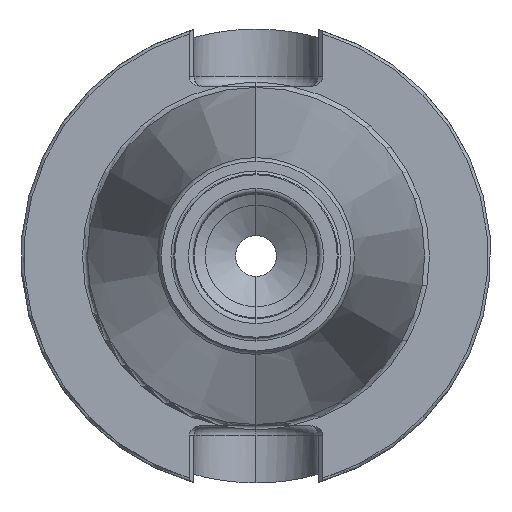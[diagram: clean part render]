
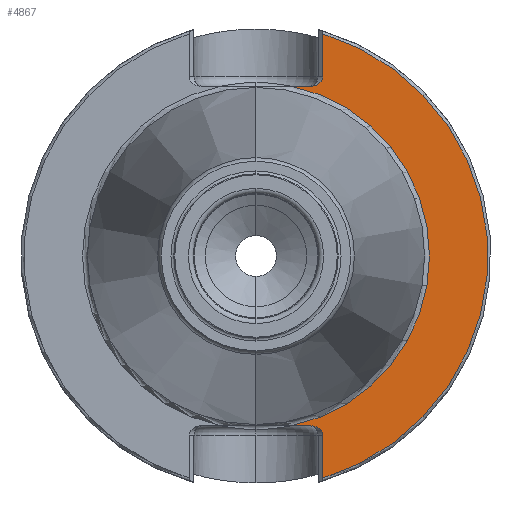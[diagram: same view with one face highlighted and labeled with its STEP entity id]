
A CAD part, left-side view. The second image highlights one B-rep face of the part: STEP entity #4867.
In plain terms, the highlighted planar face has unit normal (-1, 0, 0).
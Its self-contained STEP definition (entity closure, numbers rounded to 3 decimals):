
#85 = VERTEX_POINT ( 'NONE', #949 ) ;
#120 = CARTESIAN_POINT ( 'NONE',  ( 3.2, -13.85, -37.1 ) ) ;
#253 = EDGE_LOOP ( 'NONE', ( #2878, #4631, #4227, #4856, #437, #4098, #3253, #2679 ) ) ;
#279 = AXIS2_PLACEMENT_3D ( 'NONE', #3634, #1157, #4071 ) ;
#376 = DIRECTION ( 'NONE',  ( 0., -1., 0. ) ) ;
#437 = ORIENTED_EDGE ( 'NONE', *, *, #3751, .T. ) ;
#499 = CARTESIAN_POINT ( 'NONE',  ( 3.2, -13.85, -35.1 ) ) ;
#501 = VERTEX_POINT ( 'NONE', #1034 ) ;
#514 = CARTESIAN_POINT ( 'NONE',  ( 3.2, -13.85, 35.928 ) ) ;
#620 = DIRECTION ( 'NONE',  ( -1., 0., 0. ) ) ;
#923 = VERTEX_POINT ( 'NONE', #1603 ) ;
#949 = CARTESIAN_POINT ( 'NONE',  ( 3.2, -13.85, -46.011 ) ) ;
#969 =( BOUNDED_CURVE ( )  B_SPLINE_CURVE ( 3, ( #1783, #1347, #2608, #120 ),
 .UNSPECIFIED., .F., .F. ) 
 B_SPLINE_CURVE_WITH_KNOTS ( ( 4, 4 ),
 ( 4.712, 6.283 ),
 .UNSPECIFIED. ) 
 CURVE ( )  GEOMETRIC_REPRESENTATION_ITEM ( )  RATIONAL_B_SPLINE_CURVE ( ( 1., 0.805, 0.805, 1. ) ) 
 REPRESENTATION_ITEM ( '' )  );
#1034 = CARTESIAN_POINT ( 'NONE',  ( 3.2, -13.85, 37.1 ) ) ;
#1157 = DIRECTION ( 'NONE',  ( 1., 0., 0. ) ) ;
#1188 = CARTESIAN_POINT ( 'NONE',  ( 3.2, -13.85, 35.1 ) ) ;
#1237 = EDGE_CURVE ( 'NONE', #1780, #1326, #2600, .T. ) ;
#1246 = DIRECTION ( 'NONE',  ( 0., 0., -1. ) ) ;
#1259 = CARTESIAN_POINT ( 'NONE',  ( 3.2, -7.655, -35.1 ) ) ;
#1299 = EDGE_CURVE ( 'NONE', #85, #2168, #4690, .T. ) ;
#1326 = VERTEX_POINT ( 'NONE', #2752 ) ;
#1347 = CARTESIAN_POINT ( 'NONE',  ( 3.2, -12.678, -35.1 ) ) ;
#1504 = CARTESIAN_POINT ( 'NONE',  ( 3.2, 0., 0. ) ) ;
#1603 = CARTESIAN_POINT ( 'NONE',  ( 3.2, -13.85, -37.1 ) ) ;
#1628 = CARTESIAN_POINT ( 'NONE',  ( 3.2, -11.022, 35.1 ) ) ;
#1762 = EDGE_CURVE ( 'NONE', #2168, #501, #4812, .T. ) ;
#1780 = VERTEX_POINT ( 'NONE', #1259 ) ;
#1782 = CARTESIAN_POINT ( 'NONE',  ( 3.2, -12.678, 35.1 ) ) ;
#1783 = CARTESIAN_POINT ( 'NONE',  ( 3.2, -11.022, -35.1 ) ) ;
#1926 = DIRECTION ( 'NONE',  ( 0., 0., 1. ) ) ;
#1979 = CARTESIAN_POINT ( 'NONE',  ( 3.2, -13.85, -48.65 ) ) ;
#2126 = CARTESIAN_POINT ( 'NONE',  ( 3.2, -11.022, -35.1 ) ) ;
#2168 = VERTEX_POINT ( 'NONE', #3935 ) ;
#2192 = VECTOR ( 'NONE', #3654, 1000. ) ;
#2510 = EDGE_CURVE ( 'NONE', #85, #923, #3298, .T. ) ;
#2584 = DIRECTION ( 'NONE',  ( 0., -1., 0. ) ) ;
#2593 = VECTOR ( 'NONE', #1246, 1000. ) ;
#2600 = CIRCLE ( 'NONE', #2815, 35.925 ) ;
#2604 = VERTEX_POINT ( 'NONE', #1628 ) ;
#2608 = CARTESIAN_POINT ( 'NONE',  ( 3.2, -13.85, -35.928 ) ) ;
#2679 = ORIENTED_EDGE ( 'NONE', *, *, #1299, .T. ) ;
#2752 = CARTESIAN_POINT ( 'NONE',  ( 3.2, -7.655, 35.1 ) ) ;
#2815 = AXIS2_PLACEMENT_3D ( 'NONE', #3102, #620, #3533 ) ;
#2878 = ORIENTED_EDGE ( 'NONE', *, *, #1762, .T. ) ;
#3102 = CARTESIAN_POINT ( 'NONE',  ( 3.2, 0., 0. ) ) ;
#3253 = ORIENTED_EDGE ( 'NONE', *, *, #2510, .F. ) ;
#3263 = LINE ( 'NONE', #1188, #5100 ) ;
#3298 = LINE ( 'NONE', #1979, #2192 ) ;
#3382 = EDGE_CURVE ( 'NONE', #5226, #923, #969, .T. ) ;
#3481 =( BOUNDED_CURVE ( )  B_SPLINE_CURVE ( 3, ( #5087, #514, #1782, #4689 ),
 .UNSPECIFIED., .F., .F. ) 
 B_SPLINE_CURVE_WITH_KNOTS ( ( 4, 4 ),
 ( 3.142, 4.712 ),
 .UNSPECIFIED. ) 
 CURVE ( )  GEOMETRIC_REPRESENTATION_ITEM ( )  RATIONAL_B_SPLINE_CURVE ( ( 1., 0.805, 0.805, 1. ) ) 
 REPRESENTATION_ITEM ( '' )  );
#3533 = DIRECTION ( 'NONE',  ( 0., 0., 1. ) ) ;
#3634 = CARTESIAN_POINT ( 'NONE',  ( 3.2, 35.925, 0. ) ) ;
#3654 = DIRECTION ( 'NONE',  ( 0., 0., 1. ) ) ;
#3656 = PLANE ( 'NONE',  #279 ) ;
#3751 = EDGE_CURVE ( 'NONE', #1780, #5226, #5014, .T. ) ;
#3924 = VECTOR ( 'NONE', #2584, 1000. ) ;
#3935 = CARTESIAN_POINT ( 'NONE',  ( 3.2, -13.85, 46.011 ) ) ;
#4071 = DIRECTION ( 'NONE',  ( 0., 0., -1. ) ) ;
#4098 = ORIENTED_EDGE ( 'NONE', *, *, #3382, .T. ) ;
#4227 = ORIENTED_EDGE ( 'NONE', *, *, #4436, .F. ) ;
#4418 = DIRECTION ( 'NONE',  ( -1., 0., 0. ) ) ;
#4436 = EDGE_CURVE ( 'NONE', #1326, #2604, #3263, .T. ) ;
#4529 = EDGE_CURVE ( 'NONE', #501, #2604, #3481, .T. ) ;
#4585 = CARTESIAN_POINT ( 'NONE',  ( 3.2, -13.85, 48.65 ) ) ;
#4631 = ORIENTED_EDGE ( 'NONE', *, *, #4529, .T. ) ;
#4689 = CARTESIAN_POINT ( 'NONE',  ( 3.2, -11.022, 35.1 ) ) ;
#4690 = CIRCLE ( 'NONE', #5055, 48.05 ) ;
#4812 = LINE ( 'NONE', #4585, #2593 ) ;
#4856 = ORIENTED_EDGE ( 'NONE', *, *, #1237, .F. ) ;
#4867 = ADVANCED_FACE ( 'NONE', ( #4886 ), #3656, .F. ) ;
#4886 = FACE_OUTER_BOUND ( 'NONE', #253, .T. ) ;
#5014 = LINE ( 'NONE', #499, #3924 ) ;
#5055 = AXIS2_PLACEMENT_3D ( 'NONE', #1504, #4418, #1926 ) ;
#5087 = CARTESIAN_POINT ( 'NONE',  ( 3.2, -13.85, 37.1 ) ) ;
#5100 = VECTOR ( 'NONE', #376, 1000. ) ;
#5226 = VERTEX_POINT ( 'NONE', #2126 ) ;
